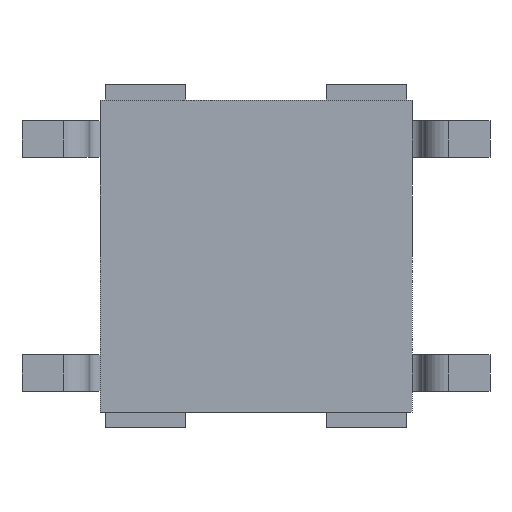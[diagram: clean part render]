
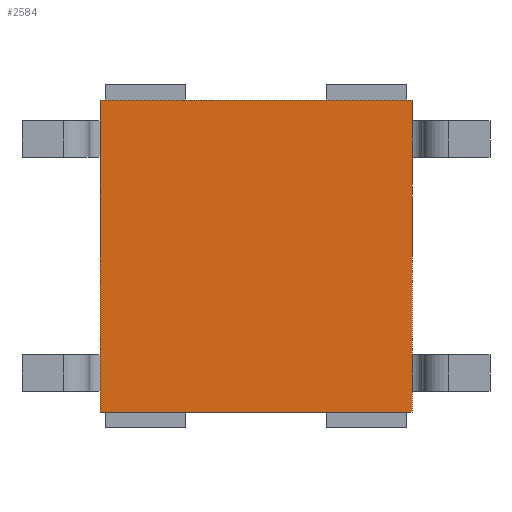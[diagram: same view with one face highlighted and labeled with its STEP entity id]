
A CAD part, front view. The second image highlights one B-rep face of the part: STEP entity #2584.
In plain terms, the highlighted planar face has unit normal (0, -1, 0).
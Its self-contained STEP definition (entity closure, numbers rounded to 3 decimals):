
#4 = VECTOR ( 'NONE', #2260, 1000. ) ;
#51 = DIRECTION ( 'NONE',  ( 0., 0., -1. ) ) ;
#207 = LINE ( 'NONE', #2733, #3040 ) ;
#256 = DIRECTION ( 'NONE',  ( 1., 0., 0. ) ) ;
#325 = CARTESIAN_POINT ( 'NONE',  ( -3., 0.1, -3. ) ) ;
#334 = FACE_OUTER_BOUND ( 'NONE', #1789, .T. ) ;
#432 = CARTESIAN_POINT ( 'NONE',  ( -3., 0.1, 3. ) ) ;
#515 = CARTESIAN_POINT ( 'NONE',  ( -3., 0.1, -3. ) ) ;
#564 = VECTOR ( 'NONE', #51, 1000. ) ;
#670 = VERTEX_POINT ( 'NONE', #2077 ) ;
#886 = VERTEX_POINT ( 'NONE', #1844 ) ;
#973 = CARTESIAN_POINT ( 'NONE',  ( 3., 0.1, -3. ) ) ;
#980 = AXIS2_PLACEMENT_3D ( 'NONE', #325, #3099, #1257 ) ;
#1203 = EDGE_CURVE ( 'NONE', #670, #886, #2734, .T. ) ;
#1248 = VERTEX_POINT ( 'NONE', #515 ) ;
#1257 = DIRECTION ( 'NONE',  ( 0., 0., -1. ) ) ;
#1288 = LINE ( 'NONE', #2824, #564 ) ;
#1702 = VERTEX_POINT ( 'NONE', #432 ) ;
#1789 = EDGE_LOOP ( 'NONE', ( #3213, #2214, #2179, #1962 ) ) ;
#1844 = CARTESIAN_POINT ( 'NONE',  ( 3., 0.1, 3. ) ) ;
#1906 = CARTESIAN_POINT ( 'NONE',  ( -3., 0.1, 3. ) ) ;
#1962 = ORIENTED_EDGE ( 'NONE', *, *, #2771, .T. ) ;
#2077 = CARTESIAN_POINT ( 'NONE',  ( 3., 0.1, -3. ) ) ;
#2179 = ORIENTED_EDGE ( 'NONE', *, *, #2538, .T. ) ;
#2214 = ORIENTED_EDGE ( 'NONE', *, *, #3035, .T. ) ;
#2260 = DIRECTION ( 'NONE',  ( 0., 0., 1. ) ) ;
#2538 = EDGE_CURVE ( 'NONE', #1702, #1248, #1288, .T. ) ;
#2584 = ADVANCED_FACE ( 'NONE', ( #334 ), #2605, .T. ) ;
#2605 = PLANE ( 'NONE',  #980 ) ;
#2650 = DIRECTION ( 'NONE',  ( -1., 0., 0. ) ) ;
#2733 = CARTESIAN_POINT ( 'NONE',  ( -3., 0.1, -3. ) ) ;
#2734 = LINE ( 'NONE', #973, #4 ) ;
#2771 = EDGE_CURVE ( 'NONE', #1248, #670, #207, .T. ) ;
#2824 = CARTESIAN_POINT ( 'NONE',  ( -3., 0.1, -3. ) ) ;
#2891 = VECTOR ( 'NONE', #2650, 1000. ) ;
#2946 = LINE ( 'NONE', #1906, #2891 ) ;
#3035 = EDGE_CURVE ( 'NONE', #886, #1702, #2946, .T. ) ;
#3040 = VECTOR ( 'NONE', #256, 1000. ) ;
#3099 = DIRECTION ( 'NONE',  ( 0., -1., 0. ) ) ;
#3213 = ORIENTED_EDGE ( 'NONE', *, *, #1203, .T. ) ;
